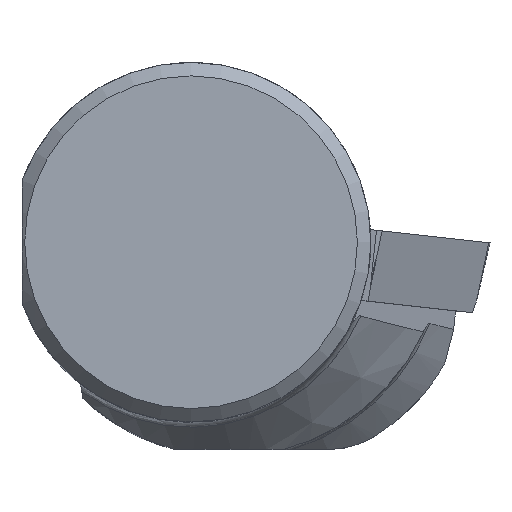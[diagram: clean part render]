
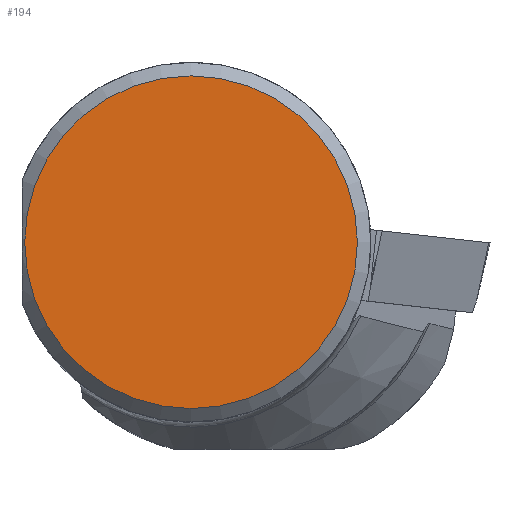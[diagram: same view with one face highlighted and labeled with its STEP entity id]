
A CAD part, top view. The second image highlights one B-rep face of the part: STEP entity #194.
In plain terms, the highlighted planar face has unit normal (0, 0, 1).
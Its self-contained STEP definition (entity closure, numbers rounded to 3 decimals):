
#194=ADVANCED_FACE('',(#263),#230,.F.);
#230=PLANE('',#1017);
#263=FACE_OUTER_BOUND('',#302,.T.);
#302=EDGE_LOOP('',(#497));
#363=CIRCLE('',#1014,9.25);
#497=ORIENTED_EDGE('',*,*,#762,.F.);
#662=VERTEX_POINT('',#1588);
#762=EDGE_CURVE('',#662,#662,#363,.T.);
#1014=AXIS2_PLACEMENT_3D('',#1587,#1175,#1176);
#1017=AXIS2_PLACEMENT_3D('',#1598,#1182,#1183);
#1175=DIRECTION('',(0.,0.,-1.));
#1176=DIRECTION('',(0.,-1.,0.));
#1182=DIRECTION('',(0.,0.,-1.));
#1183=DIRECTION('',(0.,-1.,0.));
#1587=CARTESIAN_POINT('',(0.,0.,0.299));
#1588=CARTESIAN_POINT('',(0.,-9.25,0.299));
#1598=CARTESIAN_POINT('',(20.,1.179,0.299));
